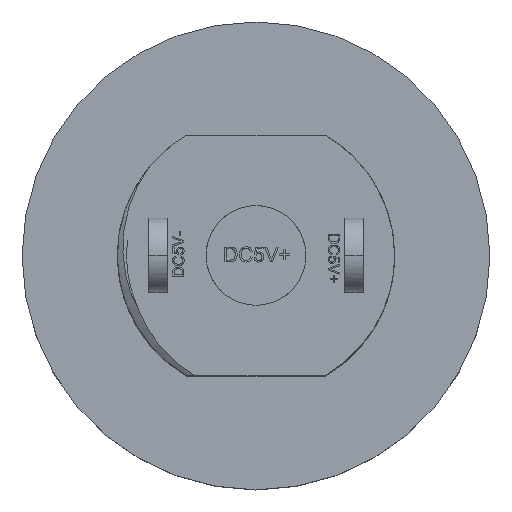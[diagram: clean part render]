
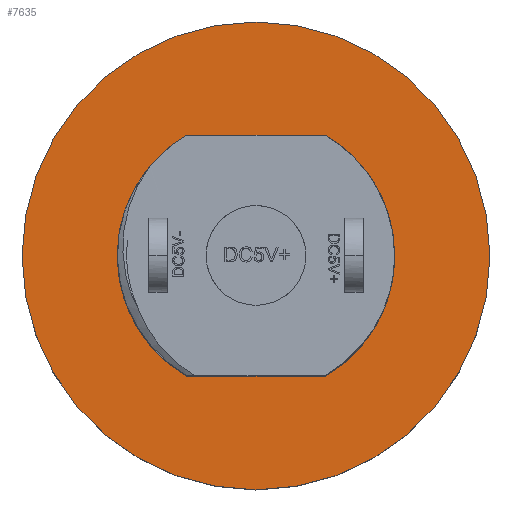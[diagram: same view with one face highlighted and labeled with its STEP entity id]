
A CAD part, top view. The second image highlights one B-rep face of the part: STEP entity #7635.
In plain terms, the highlighted planar face has unit normal (0, 0, 1).
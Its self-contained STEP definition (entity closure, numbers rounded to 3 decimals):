
#76 = VERTEX_POINT ( 'NONE', #6770 ) ;
#188 = VERTEX_POINT ( 'NONE', #22866 ) ;
#298 = DIRECTION ( 'NONE',  ( 1., 0., 0. ) ) ;
#577 = CARTESIAN_POINT ( 'NONE',  ( 1.871, 3.25, 3.8 ) ) ;
#582 = CARTESIAN_POINT ( 'NONE',  ( -3.75, 0., 3.8 ) ) ;
#839 = DIRECTION ( 'NONE',  ( 0., 0., 1. ) ) ;
#877 = CARTESIAN_POINT ( 'NONE',  ( 0., -3.25, 3.8 ) ) ;
#1028 = CARTESIAN_POINT ( 'NONE',  ( -3.75, -0.001, 3.8 ) ) ;
#1859 = ORIENTED_EDGE ( 'NONE', *, *, #7648, .T. ) ;
#2142 = EDGE_LOOP ( 'NONE', ( #21204, #7682 ) ) ;
#2899 = AXIS2_PLACEMENT_3D ( 'NONE', #8100, #24065, #16009 ) ;
#3026 = ORIENTED_EDGE ( 'NONE', *, *, #15444, .T. ) ;
#3357 = CARTESIAN_POINT ( 'NONE',  ( -6.327, 0., 3.8 ) ) ;
#3967 = CIRCLE ( 'NONE', #11422, 3.75 ) ;
#4005 = ORIENTED_EDGE ( 'NONE', *, *, #6529, .T. ) ;
#4043 = DIRECTION ( 'NONE',  ( 1., 0., 0. ) ) ;
#4615 = DIRECTION ( 'NONE',  ( 0., 0., -1. ) ) ;
#5190 = CARTESIAN_POINT ( 'NONE',  ( 0., 0., 3.8 ) ) ;
#5295 = ORIENTED_EDGE ( 'NONE', *, *, #7980, .T. ) ;
#5318 = DIRECTION ( 'NONE',  ( 0., 0., -1. ) ) ;
#5324 = DIRECTION ( 'NONE',  ( 1., 0., 0. ) ) ;
#5411 = VERTEX_POINT ( 'NONE', #7929 ) ;
#5876 = DIRECTION ( 'NONE',  ( 0., 0., -1. ) ) ;
#6529 = EDGE_CURVE ( 'NONE', #20528, #11258, #3967, .T. ) ;
#6687 = CARTESIAN_POINT ( 'NONE',  ( -3.75, 0., 3.8 ) ) ;
#6770 = CARTESIAN_POINT ( 'NONE',  ( -3.75, 0., 3.8 ) ) ;
#6930 = B_SPLINE_CURVE_WITH_KNOTS ( 'NONE', 3,
 ( #22662, #22275, #582, #6687 ),
 .UNSPECIFIED., .F., .F.,
 ( 4, 4 ),
 ( 0., 1. ),
 .UNSPECIFIED. ) ;
#7564 = ORIENTED_EDGE ( 'NONE', *, *, #9805, .T. ) ;
#7635 = ADVANCED_FACE ( 'NONE', ( #18766, #18259 ), #16440, .T. ) ;
#7648 = EDGE_CURVE ( 'NONE', #11258, #76, #6930, .T. ) ;
#7682 = ORIENTED_EDGE ( 'NONE', *, *, #11514, .F. ) ;
#7929 = CARTESIAN_POINT ( 'NONE',  ( -1.871, 3.25, 3.8 ) ) ;
#7980 = EDGE_CURVE ( 'NONE', #10720, #188, #16379, .T. ) ;
#8076 = CARTESIAN_POINT ( 'NONE',  ( 0., 0., 3.8 ) ) ;
#8100 = CARTESIAN_POINT ( 'NONE',  ( 0., 0., 3.8 ) ) ;
#8221 = VERTEX_POINT ( 'NONE', #3357 ) ;
#8234 = CARTESIAN_POINT ( 'NONE',  ( 0., 0., 3.8 ) ) ;
#8750 = AXIS2_PLACEMENT_3D ( 'NONE', #23495, #23240, #9481 ) ;
#8772 = CARTESIAN_POINT ( 'NONE',  ( 0., 0., 3.8 ) ) ;
#8806 = DIRECTION ( 'NONE',  ( -1., 0., 0. ) ) ;
#8999 = EDGE_CURVE ( 'NONE', #15424, #20528, #16856, .T. ) ;
#9481 = DIRECTION ( 'NONE',  ( 1., 0., 0. ) ) ;
#9739 = VECTOR ( 'NONE', #8806, 1000. ) ;
#9805 = EDGE_CURVE ( 'NONE', #5411, #10720, #15191, .T. ) ;
#10720 = VERTEX_POINT ( 'NONE', #577 ) ;
#10823 = CIRCLE ( 'NONE', #8750, 3.75 ) ;
#10945 = EDGE_LOOP ( 'NONE', ( #11907, #4005, #1859, #17431, #7564, #5295, #3026 ) ) ;
#11168 = EDGE_CURVE ( 'NONE', #76, #5411, #17841, .T. ) ;
#11258 = VERTEX_POINT ( 'NONE', #1028 ) ;
#11387 = AXIS2_PLACEMENT_3D ( 'NONE', #8772, #839, #14470 ) ;
#11422 = AXIS2_PLACEMENT_3D ( 'NONE', #5190, #5318, #13235 ) ;
#11514 = EDGE_CURVE ( 'NONE', #8221, #24375, #22404, .T. ) ;
#11907 = ORIENTED_EDGE ( 'NONE', *, *, #8999, .T. ) ;
#12430 = VECTOR ( 'NONE', #5324, 1000. ) ;
#13235 = DIRECTION ( 'NONE',  ( 1., 0., 0. ) ) ;
#14084 = DIRECTION ( 'NONE',  ( 1., 0., 0. ) ) ;
#14470 = DIRECTION ( 'NONE',  ( 1., 0., 0. ) ) ;
#14627 = CIRCLE ( 'NONE', #24195, 6.327 ) ;
#15190 = CARTESIAN_POINT ( 'NONE',  ( -1.871, -3.25, 3.8 ) ) ;
#15191 = LINE ( 'NONE', #25212, #12430 ) ;
#15325 = AXIS2_PLACEMENT_3D ( 'NONE', #20951, #4615, #14084 ) ;
#15424 = VERTEX_POINT ( 'NONE', #24945 ) ;
#15444 = EDGE_CURVE ( 'NONE', #188, #15424, #10823, .T. ) ;
#15956 = AXIS2_PLACEMENT_3D ( 'NONE', #8234, #5876, #298 ) ;
#16009 = DIRECTION ( 'NONE',  ( 1., 0., 0. ) ) ;
#16379 = CIRCLE ( 'NONE', #15956, 3.75 ) ;
#16440 = PLANE ( 'NONE',  #11387 ) ;
#16856 = LINE ( 'NONE', #877, #9739 ) ;
#17428 = EDGE_CURVE ( 'NONE', #24375, #8221, #14627, .T. ) ;
#17431 = ORIENTED_EDGE ( 'NONE', *, *, #11168, .T. ) ;
#17841 = CIRCLE ( 'NONE', #2899, 3.75 ) ;
#18259 = FACE_OUTER_BOUND ( 'NONE', #2142, .T. ) ;
#18766 = FACE_BOUND ( 'NONE', #10945, .T. ) ;
#20528 = VERTEX_POINT ( 'NONE', #15190 ) ;
#20951 = CARTESIAN_POINT ( 'NONE',  ( 0., 0., 3.8 ) ) ;
#21204 = ORIENTED_EDGE ( 'NONE', *, *, #17428, .F. ) ;
#21932 = CARTESIAN_POINT ( 'NONE',  ( 6.327, 0., 3.8 ) ) ;
#22275 = CARTESIAN_POINT ( 'NONE',  ( -3.75, -0.001, 3.8 ) ) ;
#22404 = CIRCLE ( 'NONE', #15325, 6.327 ) ;
#22662 = CARTESIAN_POINT ( 'NONE',  ( -3.75, -0.001, 3.8 ) ) ;
#22866 = CARTESIAN_POINT ( 'NONE',  ( 3.75, 0., 3.8 ) ) ;
#23240 = DIRECTION ( 'NONE',  ( 0., 0., -1. ) ) ;
#23495 = CARTESIAN_POINT ( 'NONE',  ( 0., 0., 3.8 ) ) ;
#23777 = DIRECTION ( 'NONE',  ( 0., 0., -1. ) ) ;
#24065 = DIRECTION ( 'NONE',  ( 0., 0., -1. ) ) ;
#24195 = AXIS2_PLACEMENT_3D ( 'NONE', #8076, #23777, #4043 ) ;
#24375 = VERTEX_POINT ( 'NONE', #21932 ) ;
#24945 = CARTESIAN_POINT ( 'NONE',  ( 1.871, -3.25, 3.8 ) ) ;
#25212 = CARTESIAN_POINT ( 'NONE',  ( 0., 3.25, 3.8 ) ) ;
